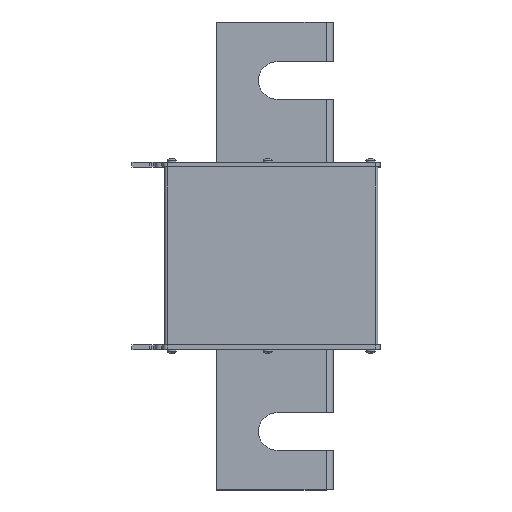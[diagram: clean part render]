
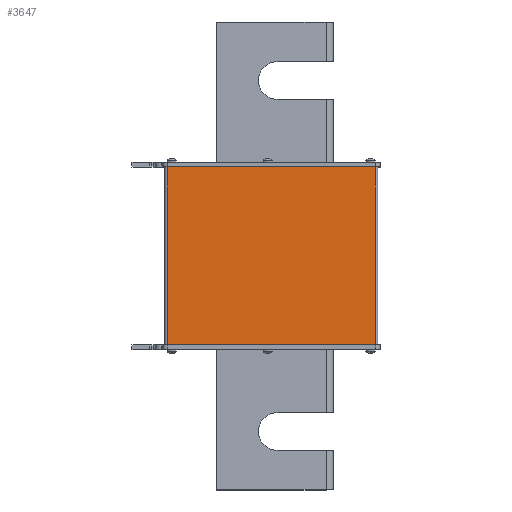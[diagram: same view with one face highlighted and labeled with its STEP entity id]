
A CAD part, top view. The second image highlights one B-rep face of the part: STEP entity #3647.
In plain terms, the highlighted planar face has unit normal (0, 0, 1).
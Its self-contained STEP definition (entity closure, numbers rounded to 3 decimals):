
#103 = EDGE_CURVE ( 'NONE', #3124, #2362, #1937, .T. ) ;
#139 = DIRECTION ( 'NONE',  ( 1., 0., 0. ) ) ;
#494 = VECTOR ( 'NONE', #1574, 1000. ) ;
#605 = FACE_OUTER_BOUND ( 'NONE', #2228, .T. ) ;
#1069 = DIRECTION ( 'NONE',  ( 1., 0., 0. ) ) ;
#1080 = VERTEX_POINT ( 'NONE', #4687 ) ;
#1332 = CARTESIAN_POINT ( 'NONE',  ( 46., 2., 43. ) ) ;
#1574 = DIRECTION ( 'NONE',  ( 0., 1., 0. ) ) ;
#1576 = EDGE_CURVE ( 'NONE', #1080, #5292, #1734, .T. ) ;
#1619 = CARTESIAN_POINT ( 'NONE',  ( 46., 2., 43. ) ) ;
#1711 = LINE ( 'NONE', #3999, #4575 ) ;
#1734 = LINE ( 'NONE', #4366, #494 ) ;
#1937 = LINE ( 'NONE', #1619, #2457 ) ;
#1954 = DIRECTION ( 'NONE',  ( 0., 0., 1. ) ) ;
#2058 = ORIENTED_EDGE ( 'NONE', *, *, #1576, .F. ) ;
#2228 = EDGE_LOOP ( 'NONE', ( #3067, #2058, #4504, #4733 ) ) ;
#2362 = VERTEX_POINT ( 'NONE', #3331 ) ;
#2407 = CARTESIAN_POINT ( 'NONE',  ( 0., 2., 43. ) ) ;
#2457 = VECTOR ( 'NONE', #4866, 1000. ) ;
#2533 = EDGE_CURVE ( 'NONE', #5292, #2362, #2740, .T. ) ;
#2540 = CARTESIAN_POINT ( 'NONE',  ( -43., 78., 43. ) ) ;
#2740 = LINE ( 'NONE', #5066, #2811 ) ;
#2811 = VECTOR ( 'NONE', #139, 1000. ) ;
#3067 = ORIENTED_EDGE ( 'NONE', *, *, #2533, .F. ) ;
#3124 = VERTEX_POINT ( 'NONE', #1332 ) ;
#3165 = PLANE ( 'NONE',  #4210 ) ;
#3331 = CARTESIAN_POINT ( 'NONE',  ( 46., 78., 43. ) ) ;
#3357 = EDGE_CURVE ( 'NONE', #1080, #3124, #1711, .T. ) ;
#3647 = ADVANCED_FACE ( 'NONE', ( #605 ), #3165, .T. ) ;
#3955 = DIRECTION ( 'NONE',  ( 1., 0., 0. ) ) ;
#3999 = CARTESIAN_POINT ( 'NONE',  ( 0., 2., 43. ) ) ;
#4210 = AXIS2_PLACEMENT_3D ( 'NONE', #2407, #1954, #3955 ) ;
#4366 = CARTESIAN_POINT ( 'NONE',  ( -43., 2., 43. ) ) ;
#4504 = ORIENTED_EDGE ( 'NONE', *, *, #3357, .T. ) ;
#4575 = VECTOR ( 'NONE', #1069, 1000. ) ;
#4687 = CARTESIAN_POINT ( 'NONE',  ( -43., 2., 43. ) ) ;
#4733 = ORIENTED_EDGE ( 'NONE', *, *, #103, .T. ) ;
#4866 = DIRECTION ( 'NONE',  ( 0., 1., 0. ) ) ;
#5066 = CARTESIAN_POINT ( 'NONE',  ( 0., 78., 43. ) ) ;
#5292 = VERTEX_POINT ( 'NONE', #2540 ) ;
